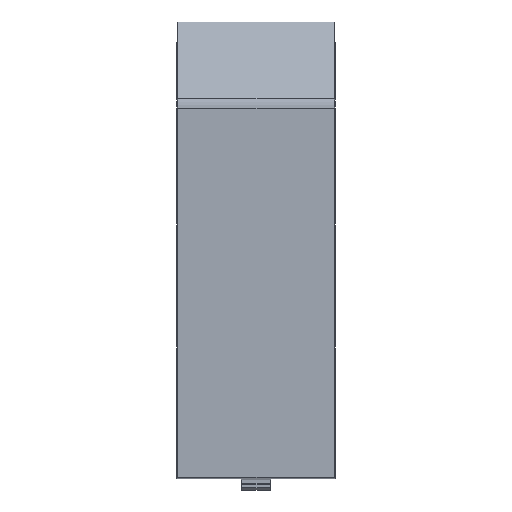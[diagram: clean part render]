
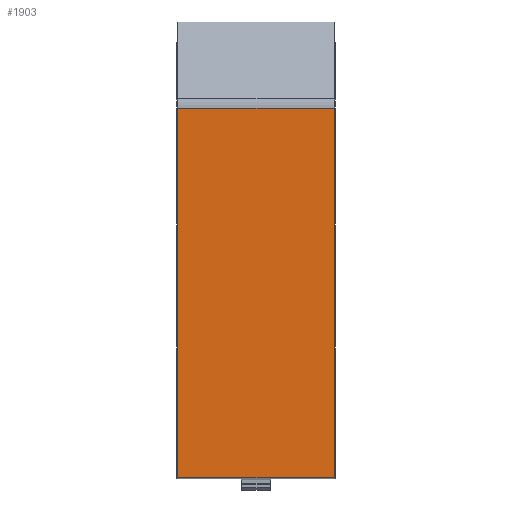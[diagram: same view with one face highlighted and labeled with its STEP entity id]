
A CAD part, top view. The second image highlights one B-rep face of the part: STEP entity #1903.
In plain terms, the highlighted planar face has unit normal (0, 0, 1).
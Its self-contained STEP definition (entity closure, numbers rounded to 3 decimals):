
#1864=CARTESIAN_POINT('Axis2P3D Location',(0.,0.,0.)) ;
#1869=CARTESIAN_POINT('Line Origine',(12.5,59.196,0.)) ;
#1873=CARTESIAN_POINT('Vertex',(0.,59.196,0.)) ;
#1875=CARTESIAN_POINT('Vertex',(25.,59.196,0.)) ;
#1878=CARTESIAN_POINT('Line Origine',(0.,29.598,0.)) ;
#1882=CARTESIAN_POINT('Vertex',(0.,0.,0.)) ;
#1885=CARTESIAN_POINT('Line Origine',(12.5,0.,0.)) ;
#1889=CARTESIAN_POINT('Vertex',(25.,0.,0.)) ;
#1892=CARTESIAN_POINT('Line Origine',(25.,29.598,0.)) ;
#1871=VECTOR('Line Direction',#1870,1.) ;
#1880=VECTOR('Line Direction',#1879,1.) ;
#1887=VECTOR('Line Direction',#1886,1.) ;
#1894=VECTOR('Line Direction',#1893,1.) ;
#1865=DIRECTION('Axis2P3D Direction',(0.,0.,-1.)) ;
#1866=DIRECTION('Axis2P3D XDirection',(1.,0.,0.)) ;
#1870=DIRECTION('Vector Direction',(1.,0.,0.)) ;
#1879=DIRECTION('Vector Direction',(0.,-1.,0.)) ;
#1886=DIRECTION('Vector Direction',(1.,0.,0.)) ;
#1893=DIRECTION('Vector Direction',(0.,1.,0.)) ;
#1867=AXIS2_PLACEMENT_3D('Plane Axis2P3D',#1864,#1865,#1866) ;
#1872=LINE('Line',#1869,#1871) ;
#1881=LINE('Line',#1878,#1880) ;
#1888=LINE('Line',#1885,#1887) ;
#1895=LINE('Line',#1892,#1894) ;
#1868=PLANE('',#1867) ;
#1877=EDGE_CURVE('',#1874,#1876,#1872,.T.) ;
#1884=EDGE_CURVE('',#1883,#1874,#1881,.F.) ;
#1891=EDGE_CURVE('',#1890,#1883,#1888,.F.) ;
#1896=EDGE_CURVE('',#1876,#1890,#1895,.F.) ;
#1898=ORIENTED_EDGE('',*,*,#1877,.F.) ;
#1899=ORIENTED_EDGE('',*,*,#1884,.F.) ;
#1900=ORIENTED_EDGE('',*,*,#1891,.F.) ;
#1901=ORIENTED_EDGE('',*,*,#1896,.F.) ;
#1897=EDGE_LOOP('',(#1898,#1899,#1900,#1901)) ;
#1874=VERTEX_POINT('',#1873) ;
#1876=VERTEX_POINT('',#1875) ;
#1883=VERTEX_POINT('',#1882) ;
#1890=VERTEX_POINT('',#1889) ;
#1903=ADVANCED_FACE('Trim.15',(#1902),#1868,.F.) ;
#1902=FACE_OUTER_BOUND('',#1897,.T.) ;
